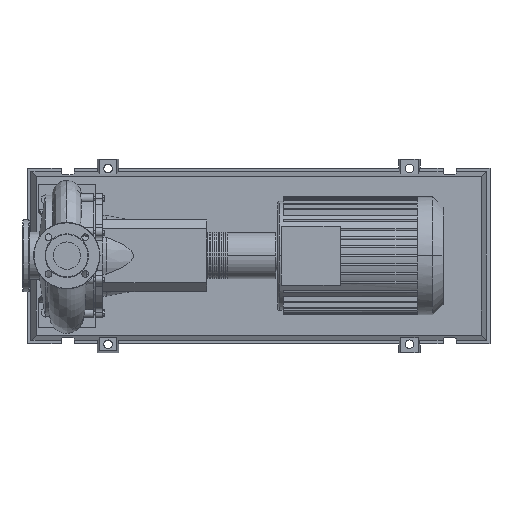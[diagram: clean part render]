
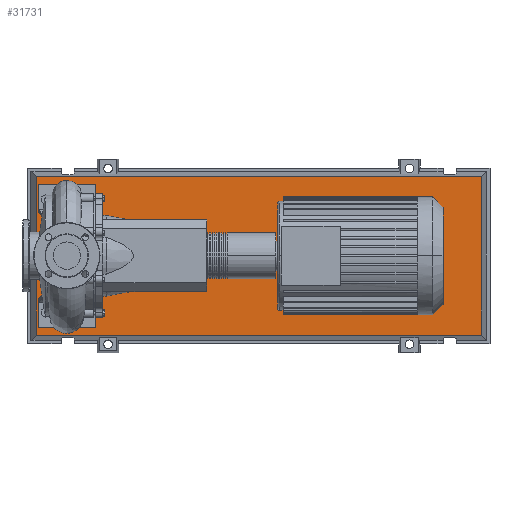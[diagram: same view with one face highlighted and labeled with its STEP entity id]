
A CAD part, top view. The second image highlights one B-rep face of the part: STEP entity #31731.
In plain terms, the highlighted planar face has unit normal (0, 0, 1).
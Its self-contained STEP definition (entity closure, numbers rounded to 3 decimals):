
#31412=CARTESIAN_POINT('',(1155.471,-220.471,103.0));
#31413=VERTEX_POINT('',#31412);
#31420=CARTESIAN_POINT('',(-85.471,-220.471,103.0));
#31421=VERTEX_POINT('',#31420);
#31422=CARTESIAN_POINT('',(1155.471,-220.471,103.0));
#31423=DIRECTION('',(-1.0,0.0,0.0));
#31424=VECTOR('',#31423,1240.941);
#31425=LINE('',#31422,#31424);
#31426=EDGE_CURVE('',#31413,#31421,#31425,.T.);
#31644=CARTESIAN_POINT('',(1155.471,220.471,103.0));
#31645=VERTEX_POINT('',#31644);
#31646=CARTESIAN_POINT('',(1155.471,220.471,103.0));
#31647=DIRECTION('',(0.0,-1.0,0.0));
#31648=VECTOR('',#31647,440.941);
#31649=LINE('',#31646,#31648);
#31650=EDGE_CURVE('',#31645,#31413,#31649,.T.);
#31668=CARTESIAN_POINT('',(-85.471,220.471,103.0));
#31669=VERTEX_POINT('',#31668);
#31670=CARTESIAN_POINT('',(-85.471,-220.471,103.0));
#31671=DIRECTION('',(0.0,1.0,0.0));
#31672=VECTOR('',#31671,440.941);
#31673=LINE('',#31670,#31672);
#31674=EDGE_CURVE('',#31421,#31669,#31673,.T.);
#31707=CARTESIAN_POINT('',(-85.471,220.471,103.0));
#31708=DIRECTION('',(1.0,0.0,0.0));
#31709=VECTOR('',#31708,1240.941);
#31710=LINE('',#31707,#31709);
#31711=EDGE_CURVE('',#31669,#31645,#31710,.T.);
#31720=CARTESIAN_POINT('',(535.,0.,103.0));
#31721=DIRECTION('',(0.0,0.0,1.0));
#31722=DIRECTION('',(1.0,0.0,0.0));
#31723=AXIS2_PLACEMENT_3D('',#31720,#31721,#31722);
#31724=PLANE('',#31723);
#31725=ORIENTED_EDGE('',*,*,#31650,.F.);
#31726=ORIENTED_EDGE('',*,*,#31711,.F.);
#31727=ORIENTED_EDGE('',*,*,#31674,.F.);
#31728=ORIENTED_EDGE('',*,*,#31426,.F.);
#31729=EDGE_LOOP('',(#31725,#31726,#31727,#31728));
#31730=FACE_OUTER_BOUND('',#31729,.T.);
#31731=ADVANCED_FACE('',(#31730),#31724,.T.);
